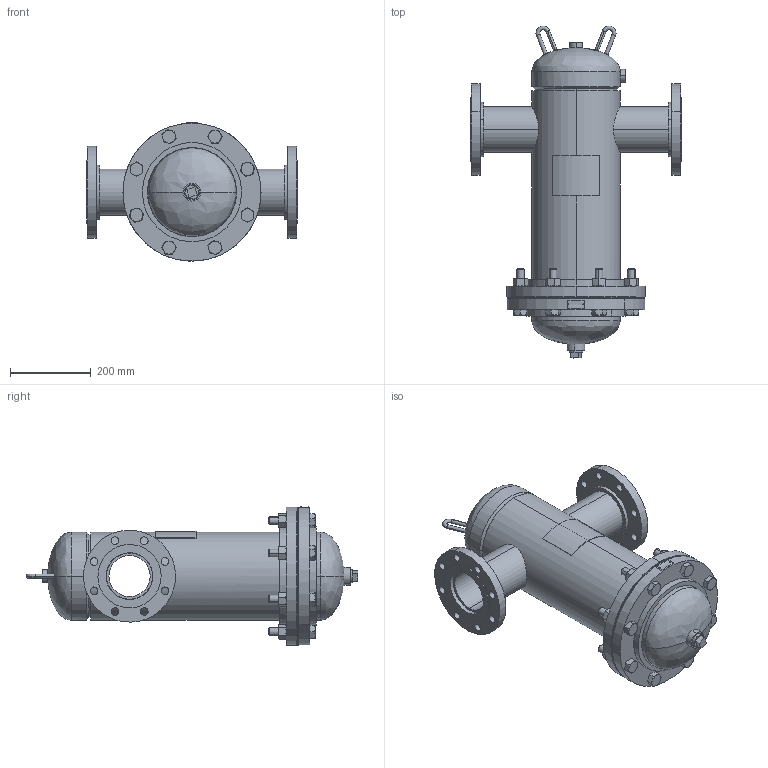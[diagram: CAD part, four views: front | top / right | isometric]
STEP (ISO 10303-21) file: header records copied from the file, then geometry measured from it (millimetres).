
FILE_DESCRIPTION (( 'STEP AP203' ), '1' );
FILE_NAME ('WVAD-4HV.STEP', '2021-03-11T16:33:01', ( '' ), ( '' ), 'SwSTEP 2.0', 'SolidWorks 2021', '' );
FILE_SCHEMA (( 'CONFIG_CONTROL_DESIGN' ));
Length unit declared in the file: inch
Products named in the file (17): 9461070; 9400525; 9201560; Garlock F.F. Gaskets 150# .0625 tk_9471008; 9461100; WVAD-4HV; 9301090_6.8125; 9400540_tall; 9800630_HHNUT 0.7500-10-D-N; 99M3580_13.5; 9500030; 9600830_8.625" VERT; 99P1218_DEFAULT; PLUGS_9500150; 9500050; 9800582_HHBOLT 0.7500-10x4x4-N
Assembly tree (35 placements, depth 2):
  WVAD-4HV
    99P1218_DEFAULT
    9201560
    9201560
    9500030  x2
    9500050
    PLUGS_9500150
    9301090_6.8125  x2
    9461070  x2
    9461100  x2
    Garlock F.F. Gaskets 150# .0625 tk_9471008
    9800582_HHBOLT 0.7500-10x4x4-N  x8
    9800630_HHNUT 0.7500-10-D-N  x8
    9400540_tall  x2
    9400525
    99M3580_13.5
    9600830_8.625" VERT
Bounding box: 523.88 x 824.53 x 343.65 mm (x, y, z)
Volume: 9545084.5 mm3; surface area: 2078327.8 mm2
Topology: 35 solids, 35 shells, 643 faces, 1446 edges, 890 vertices
Faces by surface type: cylinder 228, cone 200, plane 195, bspline 16, torus 4
Entity records: 11519 total; most frequent: CARTESIAN_POINT 3540, DIRECTION 1244, ORIENTED_EDGE 1100, EDGE_CURVE 550, AXIS2_PLACEMENT_3D 532, VERTEX_POINT 354, EDGE_LOOP 314, CIRCLE 278
